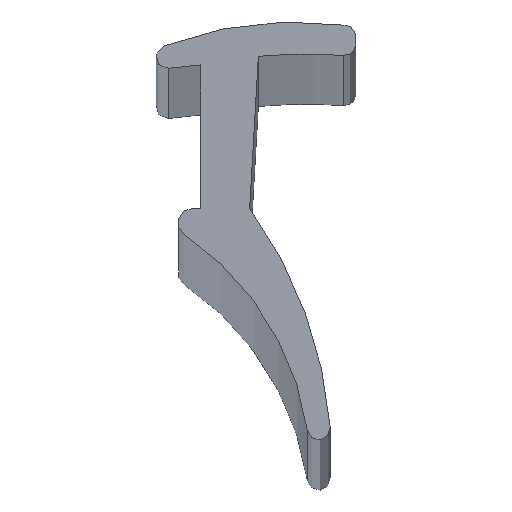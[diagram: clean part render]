
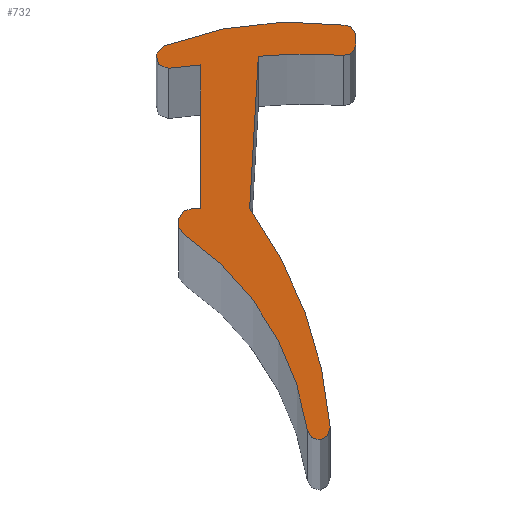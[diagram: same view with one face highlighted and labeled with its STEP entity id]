
A CAD part, top view. The second image highlights one B-rep face of the part: STEP entity #732.
In plain terms, the highlighted planar face has unit normal (0, 0, 1).
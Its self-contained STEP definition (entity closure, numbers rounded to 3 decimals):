
#328=CARTESIAN_POINT('',(-5.674,13.279,0.));
#329=DIRECTION('',(0.,0.,1.));
#330=DIRECTION('',(-0.355,0.935,0.));
#331=AXIS2_PLACEMENT_3D('',#328,#329,#330);
#337=CARTESIAN_POINT('',(-1.2,1.5,0.));
#338=DIRECTION('',(0.,0.,1.));
#339=DIRECTION('',(0.135,0.991,0.));
#340=AXIS2_PLACEMENT_3D('',#337,#338,#339);
#345=CARTESIAN_POINT('',(0.5,13.985,0.));
#346=DIRECTION('',(0.,0.,1.));
#347=DIRECTION('',(1.,0.,0.));
#348=AXIS2_PLACEMENT_3D('',#345,#346,#347);
#353=DIRECTION('',(0.,1.,0.));
#354=VECTOR('',#353,0.254);
#355=CARTESIAN_POINT('',(0.9,13.731,0.));
#356=LINE('',#355,#354);
#360=CARTESIAN_POINT('',(0.5,13.731,0.));
#361=DIRECTION('',(0.,0.,1.));
#362=DIRECTION('',(-0.064,-0.998,0.));
#363=AXIS2_PLACEMENT_3D('',#360,#361,#362);
#368=CARTESIAN_POINT('',(-0.8,-6.628,0.));
#369=DIRECTION('',(0.,0.,-1.));
#370=DIRECTION('',(-0.085,0.996,0.));
#371=AXIS2_PLACEMENT_3D('',#368,#369,#370);
#376=DIRECTION('',(0.057,0.998,0.));
#377=VECTOR('',#376,5.309);
#378=CARTESIAN_POINT('',(-2.803,8.,0.));
#379=LINE('',#378,#377);
#383=CARTESIAN_POINT('',(-14.95,-0.8,0.));
#384=DIRECTION('',(0.,0.,1.));
#385=DIRECTION('',(0.997,0.078,0.));
#386=AXIS2_PLACEMENT_3D('',#383,#384,#385);
#391=CARTESIAN_POINT('',(-0.394,0.339,0.));
#392=DIRECTION('',(0.,0.,1.));
#393=DIRECTION('',(-0.989,-0.148,0.));
#394=AXIS2_PLACEMENT_3D('',#391,#392,#393);
#399=CARTESIAN_POINT('',(-10.68,-1.2,0.));
#400=DIRECTION('',(0.,0.,-1.));
#401=DIRECTION('',(0.56,0.829,0.));
#402=AXIS2_PLACEMENT_3D('',#399,#400,#401);
#407=CARTESIAN_POINT('',(-4.801,7.5,0.));
#408=DIRECTION('',(0.,0.,1.));
#409=DIRECTION('',(0.,1.,0.));
#410=AXIS2_PLACEMENT_3D('',#407,#408,#409);
#415=DIRECTION('',(-1.,0.,0.));
#416=VECTOR('',#415,0.301);
#417=CARTESIAN_POINT('',(-4.5,8.,0.));
#418=LINE('',#417,#416);
#422=DIRECTION('',(0.,-1.,0.));
#423=VECTOR('',#422,5.);
#424=CARTESIAN_POINT('',(-4.5,13.,0.));
#425=LINE('',#424,#423);
#429=DIRECTION('',(0.995,0.105,0.));
#430=VECTOR('',#429,1.139);
#431=CARTESIAN_POINT('',(-5.633,12.881,0.));
#432=LINE('',#431,#430);
#641=CARTESIAN_POINT('',(-5.816,13.653,0.));
#642=CARTESIAN_POINT('',(-5.633,12.881,0.));
#643=VERTEX_POINT('',#641);
#644=VERTEX_POINT('',#642);
#645=CARTESIAN_POINT('',(-4.5,13.,0.));
#646=VERTEX_POINT('',#645);
#647=CARTESIAN_POINT('',(-4.5,8.,0.));
#648=VERTEX_POINT('',#647);
#649=CARTESIAN_POINT('',(-4.801,8.,0.));
#650=VERTEX_POINT('',#649);
#651=CARTESIAN_POINT('',(-5.081,7.086,0.));
#652=VERTEX_POINT('',#651);
#653=CARTESIAN_POINT('',(-0.79,0.28,0.));
#654=VERTEX_POINT('',#653);
#655=CARTESIAN_POINT('',(0.004,0.37,0.));
#656=VERTEX_POINT('',#655);
#657=CARTESIAN_POINT('',(-2.803,8.,0.));
#658=VERTEX_POINT('',#657);
#659=CARTESIAN_POINT('',(-2.5,13.3,0.));
#660=VERTEX_POINT('',#659);
#661=CARTESIAN_POINT('',(0.475,13.332,0.));
#662=VERTEX_POINT('',#661);
#663=CARTESIAN_POINT('',(0.9,13.731,0.));
#664=VERTEX_POINT('',#663);
#665=CARTESIAN_POINT('',(0.9,13.985,0.));
#666=VERTEX_POINT('',#665);
#667=CARTESIAN_POINT('',(0.554,14.381,0.));
#668=VERTEX_POINT('',#667);
#697=CARTESIAN_POINT('',(0.,0.,0.));
#698=DIRECTION('',(0.,0.,1.));
#699=DIRECTION('',(1.,0.,0.));
#700=AXIS2_PLACEMENT_3D('',#697,#698,#699);
#701=PLANE('',#700);
#703=ORIENTED_EDGE('',*,*,#702,.F.);
#705=ORIENTED_EDGE('',*,*,#704,.F.);
#707=ORIENTED_EDGE('',*,*,#706,.F.);
#709=ORIENTED_EDGE('',*,*,#708,.F.);
#711=ORIENTED_EDGE('',*,*,#710,.F.);
#713=ORIENTED_EDGE('',*,*,#712,.F.);
#715=ORIENTED_EDGE('',*,*,#714,.F.);
#717=ORIENTED_EDGE('',*,*,#716,.F.);
#719=ORIENTED_EDGE('',*,*,#718,.F.);
#721=ORIENTED_EDGE('',*,*,#720,.F.);
#723=ORIENTED_EDGE('',*,*,#722,.F.);
#725=ORIENTED_EDGE('',*,*,#724,.F.);
#727=ORIENTED_EDGE('',*,*,#726,.F.);
#729=ORIENTED_EDGE('',*,*,#728,.F.);
#730=EDGE_LOOP('',(#703,#705,#707,#709,#711,#713,#715,#717,#719,#721,#723,#725,
#727,#729));
#731=FACE_OUTER_BOUND('',#730,.F.);
#332=CIRCLE('',#331,0.4);
#341=CIRCLE('',#340,13.);
#349=CIRCLE('',#348,0.4);
#364=CIRCLE('',#363,0.4);
#372=CIRCLE('',#371,20.);
#387=CIRCLE('',#386,15.);
#395=CIRCLE('',#394,0.4);
#403=CIRCLE('',#402,10.);
#411=CIRCLE('',#410,0.5);
#702=EDGE_CURVE('',#643,#644,#332,.T.);
#704=EDGE_CURVE('',#668,#643,#341,.T.);
#706=EDGE_CURVE('',#666,#668,#349,.T.);
#708=EDGE_CURVE('',#664,#666,#356,.T.);
#710=EDGE_CURVE('',#662,#664,#364,.T.);
#712=EDGE_CURVE('',#660,#662,#372,.T.);
#714=EDGE_CURVE('',#658,#660,#379,.T.);
#716=EDGE_CURVE('',#656,#658,#387,.T.);
#718=EDGE_CURVE('',#654,#656,#395,.T.);
#720=EDGE_CURVE('',#652,#654,#403,.T.);
#722=EDGE_CURVE('',#650,#652,#411,.T.);
#724=EDGE_CURVE('',#648,#650,#418,.T.);
#726=EDGE_CURVE('',#646,#648,#425,.T.);
#728=EDGE_CURVE('',#644,#646,#432,.T.);
#732=ADVANCED_FACE('',(#731),#701,.T.);
